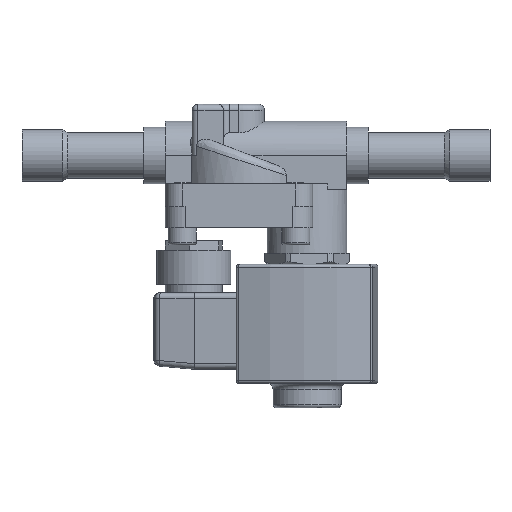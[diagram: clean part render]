
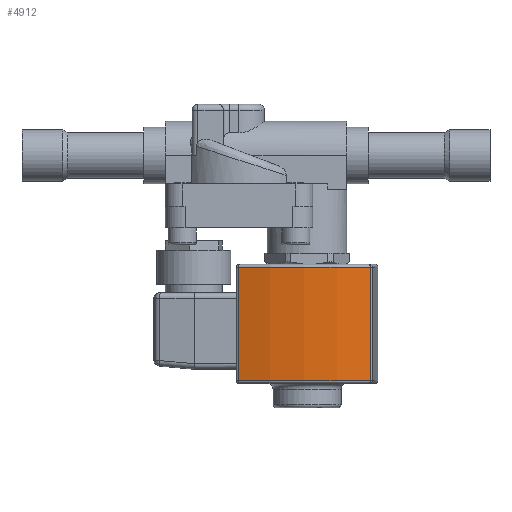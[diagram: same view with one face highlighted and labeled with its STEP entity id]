
A CAD part, front view. The second image highlights one B-rep face of the part: STEP entity #4912.
In plain terms, the highlighted cylindrical face has radius 82 mm (diameter 164 mm), a partial arc.
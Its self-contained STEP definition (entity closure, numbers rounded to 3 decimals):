
#499=FACE_OUTER_BOUND('',#817,.T.);
#817=EDGE_LOOP('',(#4115,#4116,#4117,#4118));
#1195=LINE('',#9232,#1536);
#1196=LINE('',#9236,#1537);
#1536=VECTOR('',#6789,1000.);
#1537=VECTOR('',#6792,1000.);
#1856=CIRCLE('',#5472,82.);
#1857=CIRCLE('',#5473,82.);
#2336=VERTEX_POINT('',#9230);
#2337=VERTEX_POINT('',#9231);
#2338=VERTEX_POINT('',#9233);
#2339=VERTEX_POINT('',#9235);
#2966=EDGE_CURVE('',#2336,#2337,#1195,.T.);
#2967=EDGE_CURVE('',#2337,#2338,#1856,.T.);
#2968=EDGE_CURVE('',#2338,#2339,#1196,.T.);
#2969=EDGE_CURVE('',#2339,#2336,#1857,.T.);
#4115=ORIENTED_EDGE('',*,*,#2966,.T.);
#4116=ORIENTED_EDGE('',*,*,#2967,.T.);
#4117=ORIENTED_EDGE('',*,*,#2968,.T.);
#4118=ORIENTED_EDGE('',*,*,#2969,.T.);
#4692=CYLINDRICAL_SURFACE('',#5471,82.);
#4912=ADVANCED_FACE('',(#499),#4692,.T.);
#5471=AXIS2_PLACEMENT_3D('',#9229,#6787,#6788);
#5472=AXIS2_PLACEMENT_3D('',#9234,#6790,#6791);
#5473=AXIS2_PLACEMENT_3D('',#9237,#6793,#6794);
#6787=DIRECTION('center_axis',(0.,0.,
-1.));
#6788=DIRECTION('ref_axis',(-0.998,0.058,0.));
#6789=DIRECTION('',(0.,0.,1.));
#6790=DIRECTION('center_axis',(0.,0.,
-1.));
#6791=DIRECTION('ref_axis',(-0.998,0.058,0.));
#6792=DIRECTION('',(0.,0.,-1.));
#6793=DIRECTION('center_axis',(0.,0.,
1.));
#6794=DIRECTION('ref_axis',(-0.998,0.058,0.));
#9229=CARTESIAN_POINT('Origin',(19.779,60.781,51.8));
#9230=CARTESIAN_POINT('',(38.43,-19.07,10.8));
#9231=CARTESIAN_POINT('',(38.43,-19.07,50.8));
#9232=CARTESIAN_POINT('',(38.43,-19.07,51.8));
#9233=CARTESIAN_POINT('',(-8.059,-16.35,50.8));
#9234=CARTESIAN_POINT('Origin',(19.779,60.781,50.8));
#9235=CARTESIAN_POINT('',(-8.059,-16.35,10.8));
#9236=CARTESIAN_POINT('',(-8.059,-16.35,51.8));
#9237=CARTESIAN_POINT('Origin',(19.779,60.781,10.8));
